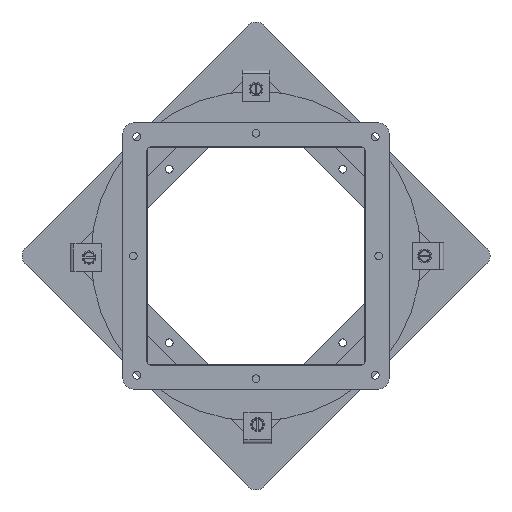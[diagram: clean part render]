
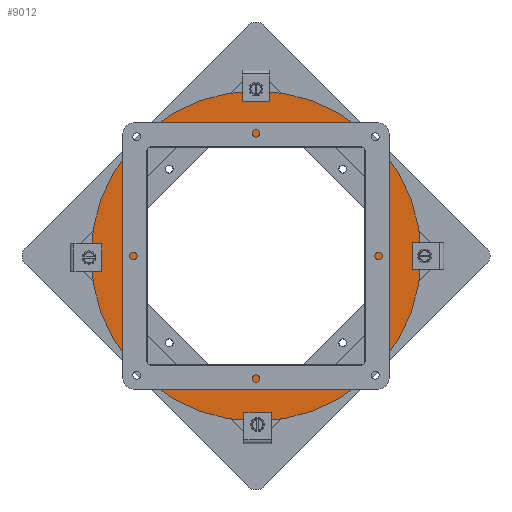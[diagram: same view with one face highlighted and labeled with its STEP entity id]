
A CAD part, front view. The second image highlights one B-rep face of the part: STEP entity #9012.
In plain terms, the highlighted planar face has unit normal (0, -1, 0).
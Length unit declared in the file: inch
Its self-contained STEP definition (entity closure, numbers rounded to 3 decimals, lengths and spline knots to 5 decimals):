
#53 = CARTESIAN_POINT ( 'NONE',  ( -3.9555, 1.718, -4.0415 ) ) ;
#220 = CARTESIAN_POINT ( 'NONE',  ( -0.033, 1.718, -8.026 ) ) ;
#738 = VECTOR ( 'NONE', #14474, 39.37008 ) ;
#938 = DIRECTION ( 'NONE',  ( 0., 1., 0. ) ) ;
#1323 = ORIENTED_EDGE ( 'NONE', *, *, #12363, .F. ) ;
#1330 = ORIENTED_EDGE ( 'NONE', *, *, #17407, .T. ) ;
#1360 = AXIS2_PLACEMENT_3D ( 'NONE', #53, #7952, #15837 ) ;
#1967 = LINE ( 'NONE', #8226, #738 ) ;
#2098 = CARTESIAN_POINT ( 'NONE',  ( 0.029, 1.718, -7.964 ) ) ;
#2693 = AXIS2_PLACEMENT_3D ( 'NONE', #9641, #15891, #8106 ) ;
#3232 = VERTEX_POINT ( 'NONE', #14195 ) ;
#3347 = EDGE_CURVE ( 'NONE', #5283, #19475, #15054, .T. ) ;
#3421 = DIRECTION ( 'NONE',  ( -1., 0., 0. ) ) ;
#3539 = DIRECTION ( 'NONE',  ( -1., 0., 0. ) ) ;
#3643 = DIRECTION ( 'NONE',  ( 1., 0., 0. ) ) ;
#3678 = AXIS2_PLACEMENT_3D ( 'NONE', #19106, #19404, #3421 ) ;
#3794 = LINE ( 'NONE', #6994, #9646 ) ;
#3866 = DIRECTION ( 'NONE',  ( -1., 0., 0. ) ) ;
#4012 = EDGE_CURVE ( 'NONE', #3232, #14930, #16270, .T. ) ;
#4098 = EDGE_CURVE ( 'NONE', #14636, #3232, #12470, .T. ) ;
#4347 = ORIENTED_EDGE ( 'NONE', *, *, #4098, .T. ) ;
#5283 = VERTEX_POINT ( 'NONE', #7834 ) ;
#5612 = CARTESIAN_POINT ( 'NONE',  ( -3.9555, 1.718, -4.0415 ) ) ;
#5740 = CARTESIAN_POINT ( 'NONE',  ( -0.033, 1.718, -0.119 ) ) ;
#5932 = DIRECTION ( 'NONE',  ( 0., 1., 0. ) ) ;
#6075 = EDGE_LOOP ( 'NONE', ( #1323, #10429 ) ) ;
#6398 = PLANE ( 'NONE',  #1360 ) ;
#6554 = ORIENTED_EDGE ( 'NONE', *, *, #16545, .T. ) ;
#6881 = DIRECTION ( 'NONE',  ( -1., 0., 0. ) ) ;
#6906 = DIRECTION ( 'NONE',  ( -1., 0., 0. ) ) ;
#6994 = CARTESIAN_POINT ( 'NONE',  ( -7.94, 1.718, -8.026 ) ) ;
#7206 = CARTESIAN_POINT ( 'NONE',  ( 2.013, 1.718, -4.0415 ) ) ;
#7749 = ORIENTED_EDGE ( 'NONE', *, *, #4012, .T. ) ;
#7834 = CARTESIAN_POINT ( 'NONE',  ( -7.878, 1.718, -8.026 ) ) ;
#7867 = CARTESIAN_POINT ( 'NONE',  ( -7.94, 1.718, -7.964 ) ) ;
#7952 = DIRECTION ( 'NONE',  ( 0., -1., 0. ) ) ;
#8106 = DIRECTION ( 'NONE',  ( -1., 0., 0. ) ) ;
#8226 = CARTESIAN_POINT ( 'NONE',  ( -7.94, 1.718, -0.057 ) ) ;
#8337 = CARTESIAN_POINT ( 'NONE',  ( -9.924, 1.718, -4.0415 ) ) ;
#8363 = FACE_BOUND ( 'NONE', #18561, .T. ) ;
#8435 = EDGE_CURVE ( 'NONE', #10054, #11631, #10535, .T. ) ;
#8998 = CIRCLE ( 'NONE', #15869, 0.062 ) ;
#9012 = ADVANCED_FACE ( 'NONE', ( #15726, #8363 ), #6398, .T. ) ;
#9194 = AXIS2_PLACEMENT_3D ( 'NONE', #13076, #11343, #3539 ) ;
#9229 = CIRCLE ( 'NONE', #2693, 5.9685 ) ;
#9641 = CARTESIAN_POINT ( 'NONE',  ( -3.9555, 1.718, -4.0415 ) ) ;
#9646 = VECTOR ( 'NONE', #6881, 39.37008 ) ;
#9653 = DIRECTION ( 'NONE',  ( 0., 0., -1. ) ) ;
#9915 = CARTESIAN_POINT ( 'NONE',  ( 0.029, 1.718, -0.057 ) ) ;
#9980 = EDGE_CURVE ( 'NONE', #15011, #14229, #12523, .T. ) ;
#10054 = VERTEX_POINT ( 'NONE', #7206 ) ;
#10057 = CARTESIAN_POINT ( 'NONE',  ( 0.029, 1.718, -8.026 ) ) ;
#10395 = EDGE_CURVE ( 'NONE', #16573, #15011, #14468, .T. ) ;
#10429 = ORIENTED_EDGE ( 'NONE', *, *, #8435, .F. ) ;
#10535 = CIRCLE ( 'NONE', #17415, 5.9685 ) ;
#10674 = CARTESIAN_POINT ( 'NONE',  ( -7.878, 1.718, -7.964 ) ) ;
#11154 = VECTOR ( 'NONE', #3643, 39.37008 ) ;
#11343 = DIRECTION ( 'NONE',  ( 0., 1., 0. ) ) ;
#11631 = VERTEX_POINT ( 'NONE', #8337 ) ;
#12225 = ORIENTED_EDGE ( 'NONE', *, *, #16301, .T. ) ;
#12363 = EDGE_CURVE ( 'NONE', #11631, #10054, #9229, .T. ) ;
#12470 = CIRCLE ( 'NONE', #9194, 0.062 ) ;
#12502 = CARTESIAN_POINT ( 'NONE',  ( 0.029, 1.718, -0.119 ) ) ;
#12523 = CIRCLE ( 'NONE', #3678, 0.062 ) ;
#12760 = ORIENTED_EDGE ( 'NONE', *, *, #3347, .T. ) ;
#13076 = CARTESIAN_POINT ( 'NONE',  ( -7.878, 1.718, -0.119 ) ) ;
#13176 = CARTESIAN_POINT ( 'NONE',  ( -7.94, 1.718, -0.119 ) ) ;
#13775 = ORIENTED_EDGE ( 'NONE', *, *, #9980, .T. ) ;
#14195 = CARTESIAN_POINT ( 'NONE',  ( -7.878, 1.718, -0.057 ) ) ;
#14229 = VERTEX_POINT ( 'NONE', #220 ) ;
#14468 = LINE ( 'NONE', #10057, #15488 ) ;
#14474 = DIRECTION ( 'NONE',  ( 0., 0., 1. ) ) ;
#14636 = VERTEX_POINT ( 'NONE', #13176 ) ;
#14930 = VERTEX_POINT ( 'NONE', #18887 ) ;
#15011 = VERTEX_POINT ( 'NONE', #2098 ) ;
#15054 = CIRCLE ( 'NONE', #18959, 0.062 ) ;
#15191 = DIRECTION ( 'NONE',  ( -1., 0., 0. ) ) ;
#15488 = VECTOR ( 'NONE', #9653, 39.37008 ) ;
#15726 = FACE_OUTER_BOUND ( 'NONE', #6075, .T. ) ;
#15837 = DIRECTION ( 'NONE',  ( 1., 0., 0. ) ) ;
#15869 = AXIS2_PLACEMENT_3D ( 'NONE', #5740, #938, #15191 ) ;
#15891 = DIRECTION ( 'NONE',  ( 0., 1., 0. ) ) ;
#16270 = LINE ( 'NONE', #9915, #11154 ) ;
#16301 = EDGE_CURVE ( 'NONE', #14229, #5283, #3794, .T. ) ;
#16397 = DIRECTION ( 'NONE',  ( 0., 1., 0. ) ) ;
#16545 = EDGE_CURVE ( 'NONE', #14930, #16573, #8998, .T. ) ;
#16573 = VERTEX_POINT ( 'NONE', #12502 ) ;
#17407 = EDGE_CURVE ( 'NONE', #19475, #14636, #1967, .T. ) ;
#17415 = AXIS2_PLACEMENT_3D ( 'NONE', #5612, #16397, #3866 ) ;
#18561 = EDGE_LOOP ( 'NONE', ( #19194, #13775, #12225, #12760, #1330, #4347, #7749, #6554 ) ) ;
#18887 = CARTESIAN_POINT ( 'NONE',  ( -0.033, 1.718, -0.057 ) ) ;
#18959 = AXIS2_PLACEMENT_3D ( 'NONE', #10674, #5932, #6906 ) ;
#19106 = CARTESIAN_POINT ( 'NONE',  ( -0.033, 1.718, -7.964 ) ) ;
#19194 = ORIENTED_EDGE ( 'NONE', *, *, #10395, .T. ) ;
#19404 = DIRECTION ( 'NONE',  ( 0., 1., 0. ) ) ;
#19475 = VERTEX_POINT ( 'NONE', #7867 ) ;
